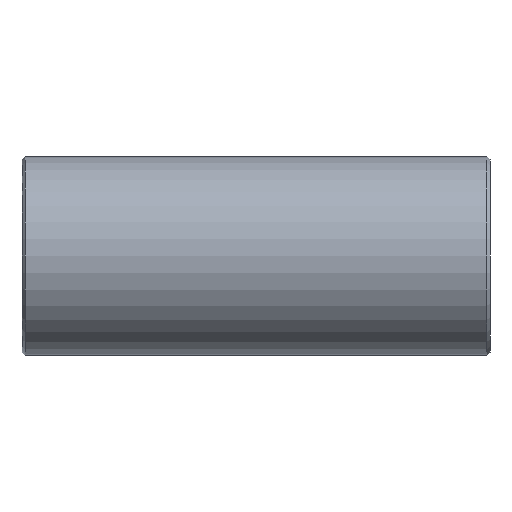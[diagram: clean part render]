
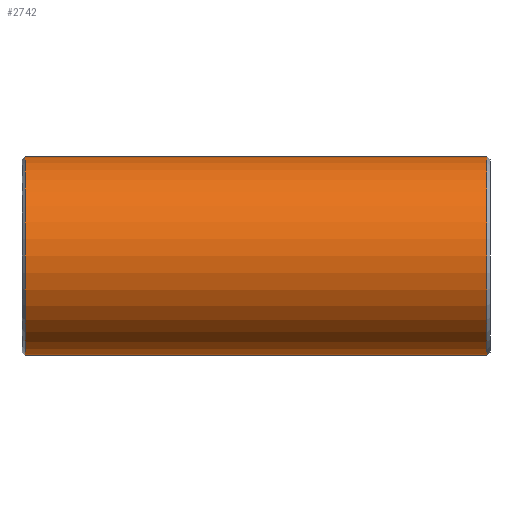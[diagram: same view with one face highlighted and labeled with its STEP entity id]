
A CAD part, left-side view. The second image highlights one B-rep face of the part: STEP entity #2742.
In plain terms, the highlighted cylindrical face has radius 2.975 mm (diameter 5.95 mm), a partial arc.
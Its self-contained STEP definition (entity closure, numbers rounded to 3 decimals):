
#138 = ORIENTED_EDGE ( 'NONE', *, *, #534, .T. ) ;
#263 = LINE ( 'NONE', #4757, #583 ) ;
#271 = DIRECTION ( 'NONE',  ( 0., 0., -1. ) ) ;
#438 = EDGE_LOOP ( 'NONE', ( #4883, #1237, #4443, #138 ) ) ;
#534 = EDGE_CURVE ( 'NONE', #5164, #2502, #4315, .T. ) ;
#583 = VECTOR ( 'NONE', #1481, 1000. ) ;
#639 = CARTESIAN_POINT ( 'NONE',  ( 0., 7., 2.975 ) ) ;
#726 = EDGE_CURVE ( 'NONE', #2269, #2502, #4242, .T. ) ;
#1237 = ORIENTED_EDGE ( 'NONE', *, *, #2846, .T. ) ;
#1374 = DIRECTION ( 'NONE',  ( 0., 0., 1. ) ) ;
#1481 = DIRECTION ( 'NONE',  ( 0., -1., 0. ) ) ;
#1598 = CYLINDRICAL_SURFACE ( 'NONE', #2926, 2.975 ) ;
#1890 = CARTESIAN_POINT ( 'NONE',  ( 0., 6.9, 0. ) ) ;
#1977 = VECTOR ( 'NONE', #5986, 1000. ) ;
#2004 = CARTESIAN_POINT ( 'NONE',  ( 0., 6.9, 2.975 ) ) ;
#2076 = VERTEX_POINT ( 'NONE', #5199 ) ;
#2269 = VERTEX_POINT ( 'NONE', #2004 ) ;
#2502 = VERTEX_POINT ( 'NONE', #3596 ) ;
#2742 = ADVANCED_FACE ( 'NONE', ( #2908 ), #1598, .T. ) ;
#2846 = EDGE_CURVE ( 'NONE', #2269, #2076, #5650, .T. ) ;
#2908 = FACE_OUTER_BOUND ( 'NONE', #438, .T. ) ;
#2926 = AXIS2_PLACEMENT_3D ( 'NONE', #4084, #5120, #271 ) ;
#2936 = EDGE_CURVE ( 'NONE', #2076, #5164, #263, .T. ) ;
#3021 = DIRECTION ( 'NONE',  ( 0., 0., 1. ) ) ;
#3272 = DIRECTION ( 'NONE',  ( 0., -1., 0. ) ) ;
#3510 = CARTESIAN_POINT ( 'NONE',  ( 0., -6.9, 0. ) ) ;
#3512 = CARTESIAN_POINT ( 'NONE',  ( 0., -6.9, -2.975 ) ) ;
#3596 = CARTESIAN_POINT ( 'NONE',  ( 0., -6.9, 2.975 ) ) ;
#3616 = AXIS2_PLACEMENT_3D ( 'NONE', #1890, #3272, #1374 ) ;
#4084 = CARTESIAN_POINT ( 'NONE',  ( 0., 7., 0. ) ) ;
#4242 = LINE ( 'NONE', #639, #1977 ) ;
#4315 = CIRCLE ( 'NONE', #5435, 2.975 ) ;
#4443 = ORIENTED_EDGE ( 'NONE', *, *, #2936, .T. ) ;
#4757 = CARTESIAN_POINT ( 'NONE',  ( 0., 7., -2.975 ) ) ;
#4883 = ORIENTED_EDGE ( 'NONE', *, *, #726, .F. ) ;
#5120 = DIRECTION ( 'NONE',  ( 0., -1., 0. ) ) ;
#5164 = VERTEX_POINT ( 'NONE', #3512 ) ;
#5199 = CARTESIAN_POINT ( 'NONE',  ( 0., 6.9, -2.975 ) ) ;
#5435 = AXIS2_PLACEMENT_3D ( 'NONE', #3510, #5440, #3021 ) ;
#5440 = DIRECTION ( 'NONE',  ( 0., 1., 0. ) ) ;
#5650 = CIRCLE ( 'NONE', #3616, 2.975 ) ;
#5986 = DIRECTION ( 'NONE',  ( 0., -1., 0. ) ) ;
